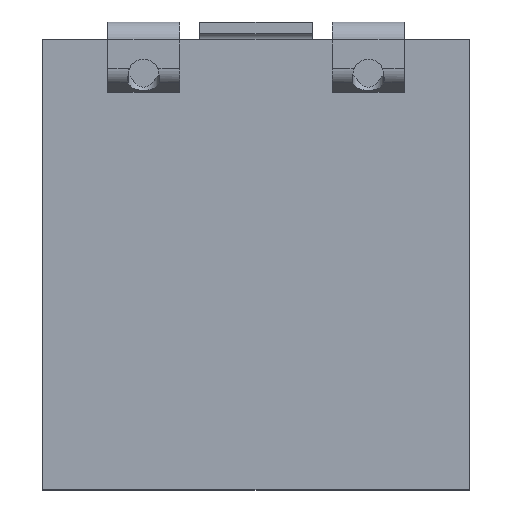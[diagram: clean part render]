
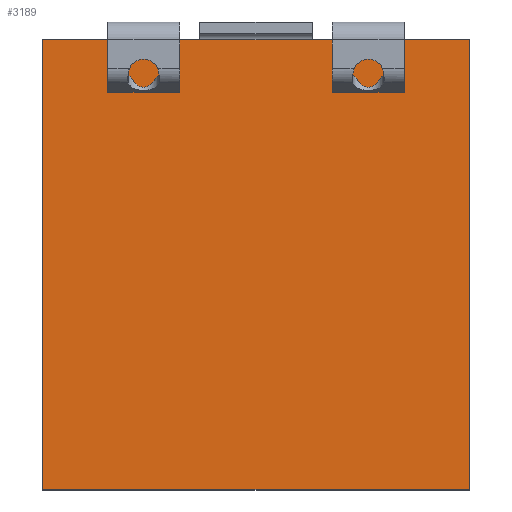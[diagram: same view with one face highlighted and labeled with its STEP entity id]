
A CAD part, top view. The second image highlights one B-rep face of the part: STEP entity #3189.
In plain terms, the highlighted planar face has unit normal (0, 0, 1).
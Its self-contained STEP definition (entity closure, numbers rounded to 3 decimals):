
#12 = ORIENTED_EDGE ( 'NONE', *, *, #909, .T. ) ;
#222 = DIRECTION ( 'NONE',  ( 1., 0., 0. ) ) ;
#228 = VECTOR ( 'NONE', #3267, 1000. ) ;
#236 = VECTOR ( 'NONE', #5042, 1000. ) ;
#420 = VECTOR ( 'NONE', #2135, 1000. ) ;
#477 = CARTESIAN_POINT ( 'NONE',  ( 2.108, 2.794, 0. ) ) ;
#522 = VERTEX_POINT ( 'NONE', #4325 ) ;
#531 = DIRECTION ( 'NONE',  ( 1., 0., 0. ) ) ;
#540 = CARTESIAN_POINT ( 'NONE',  ( 0.559, 2.206, 0. ) ) ;
#557 = VERTEX_POINT ( 'NONE', #4900 ) ;
#615 = DIRECTION ( 'NONE',  ( 1., 0., 0. ) ) ;
#633 = LINE ( 'NONE', #4074, #236 ) ;
#695 = DIRECTION ( 'NONE',  ( 0., -1., 0. ) ) ;
#769 = CARTESIAN_POINT ( 'NONE',  ( 0.907, 2.215, 0. ) ) ;
#897 = VERTEX_POINT ( 'NONE', #2357 ) ;
#909 = EDGE_CURVE ( 'NONE', #5648, #1200, #4342, .T. ) ;
#942 = VECTOR ( 'NONE', #3882, 1000. ) ;
#947 = EDGE_CURVE ( 'NONE', #1200, #1368, #3858, .T. ) ;
#957 = CARTESIAN_POINT ( 'NONE',  ( -1.709, 2.363, 0. ) ) ;
#964 = DIRECTION ( 'NONE',  ( 1., 0., 0. ) ) ;
#992 = CARTESIAN_POINT ( 'NONE',  ( -1.633, 2.215, 0. ) ) ;
#1015 = VERTEX_POINT ( 'NONE', #1530 ) ;
#1028 = VECTOR ( 'NONE', #4305, 1000. ) ;
#1192 = CARTESIAN_POINT ( 'NONE',  ( -2.718, 2.794, 0. ) ) ;
#1200 = VERTEX_POINT ( 'NONE', #6034 ) ;
#1242 = CARTESIAN_POINT ( 'NONE',  ( 1.099, 2.363, 0. ) ) ;
#1251 = ORIENTED_EDGE ( 'NONE', *, *, #2686, .T. ) ;
#1307 = CARTESIAN_POINT ( 'NONE',  ( 1.372, 2.363, 0. ) ) ;
#1315 = EDGE_CURVE ( 'NONE', #3021, #4562, #3467, .T. ) ;
#1368 = VERTEX_POINT ( 'NONE', #4588 ) ;
#1425 = CARTESIAN_POINT ( 'NONE',  ( 2.108, 0.254, 0. ) ) ;
#1440 = VECTOR ( 'NONE', #695, 1000. ) ;
#1471 = AXIS2_PLACEMENT_3D ( 'NONE', #4965, #5477, #615 ) ;
#1488 = EDGE_CURVE ( 'NONE', #3018, #897, #2616, .T. ) ;
#1495 = LINE ( 'NONE', #5776, #942 ) ;
#1517 = EDGE_CURVE ( 'NONE', #2202, #5081, #633, .T. ) ;
#1530 = CARTESIAN_POINT ( 'NONE',  ( 1.099, 2.363, 0. ) ) ;
#1569 = EDGE_CURVE ( 'NONE', #1368, #3976, #6086, .T. ) ;
#1763 = DIRECTION ( 'NONE',  ( 1., 0., 0. ) ) ;
#1938 = EDGE_CURVE ( 'NONE', #897, #4170, #4795, .T. ) ;
#1957 = EDGE_LOOP ( 'NONE', ( #2107, #12, #6028, #3955, #5454, #3575 ) ) ;
#2069 = EDGE_CURVE ( 'NONE', #522, #5460, #3679, .T. ) ;
#2107 = ORIENTED_EDGE ( 'NONE', *, *, #2338, .T. ) ;
#2135 = DIRECTION ( 'NONE',  ( 0., -1., 0. ) ) ;
#2170 = VECTOR ( 'NONE', #964, 1000. ) ;
#2202 = VERTEX_POINT ( 'NONE', #540 ) ;
#2228 = EDGE_CURVE ( 'NONE', #557, #1015, #3074, .T. ) ;
#2229 = ORIENTED_EDGE ( 'NONE', *, *, #3035, .T. ) ;
#2275 = CARTESIAN_POINT ( 'NONE',  ( 0.559, 2.363, 0. ) ) ;
#2338 = EDGE_CURVE ( 'NONE', #5460, #5648, #1495, .T. ) ;
#2357 = CARTESIAN_POINT ( 'NONE',  ( -2.718, -2.286, 0. ) ) ;
#2489 = CARTESIAN_POINT ( 'NONE',  ( 2.108, -2.286, 0. ) ) ;
#2616 = LINE ( 'NONE', #4531, #420 ) ;
#2686 = EDGE_CURVE ( 'NONE', #5081, #557, #5993, .T. ) ;
#2699 = ORIENTED_EDGE ( 'NONE', *, *, #1315, .T. ) ;
#2770 = CARTESIAN_POINT ( 'NONE',  ( -0.305, 2.363, 0. ) ) ;
#2771 = CARTESIAN_POINT ( 'NONE',  ( -1.981, 0.254, 0. ) ) ;
#2819 = ORIENTED_EDGE ( 'NONE', *, *, #1938, .T. ) ;
#2838 = DIRECTION ( 'NONE',  ( -1., 0., 0. ) ) ;
#2873 = VECTOR ( 'NONE', #4346, 1000. ) ;
#2921 = CARTESIAN_POINT ( 'NONE',  ( -0.305, 2.794, 0. ) ) ;
#2947 = CARTESIAN_POINT ( 'NONE',  ( -1.168, 2.206, 0. ) ) ;
#2961 = CARTESIAN_POINT ( 'NONE',  ( 1.372, 2.206, 0. ) ) ;
#2964 = VECTOR ( 'NONE', #1763, 1000. ) ;
#2997 = FACE_OUTER_BOUND ( 'NONE', #5144, .T. ) ;
#3018 = VERTEX_POINT ( 'NONE', #1192 ) ;
#3021 = VERTEX_POINT ( 'NONE', #1307 ) ;
#3035 = EDGE_CURVE ( 'NONE', #5455, #3018, #4212, .T. ) ;
#3074 =( BOUNDED_CURVE ( )  B_SPLINE_CURVE ( 3, ( #3619, #769, #4119, #1242 ),
 .UNSPECIFIED., .F., .T. ) 
 B_SPLINE_CURVE_WITH_KNOTS ( ( 4, 4 ),
 ( 2.289, 3.994 ),
 .UNSPECIFIED. ) 
 CURVE ( )  GEOMETRIC_REPRESENTATION_ITEM ( )  RATIONAL_B_SPLINE_CURVE ( ( 1., 0.772, 0.772, 1. ) ) 
 REPRESENTATION_ITEM ( '' )  );
#3189 = ADVANCED_FACE ( 'NONE', ( #5445, #4031, #2997 ), #5023, .T. ) ;
#3207 = VECTOR ( 'NONE', #4366, 1000. ) ;
#3217 = EDGE_CURVE ( 'NONE', #4562, #2202, #5734, .T. ) ;
#3255 = ORIENTED_EDGE ( 'NONE', *, *, #5644, .T. ) ;
#3267 = DIRECTION ( 'NONE',  ( -1., 0., 0. ) ) ;
#3467 = LINE ( 'NONE', #5033, #1440 ) ;
#3502 =( BOUNDED_CURVE ( )  B_SPLINE_CURVE ( 3, ( #957, #992, #5852, #5403 ),
 .UNSPECIFIED., .F., .T. ) 
 B_SPLINE_CURVE_WITH_KNOTS ( ( 4, 4 ),
 ( 2.289, 3.994 ),
 .UNSPECIFIED. ) 
 CURVE ( )  GEOMETRIC_REPRESENTATION_ITEM ( )  RATIONAL_B_SPLINE_CURVE ( ( 1., 0.772, 0.772, 1. ) ) 
 REPRESENTATION_ITEM ( '' )  );
#3575 = ORIENTED_EDGE ( 'NONE', *, *, #2069, .T. ) ;
#3619 = CARTESIAN_POINT ( 'NONE',  ( 0.831, 2.363, 0. ) ) ;
#3658 = ORIENTED_EDGE ( 'NONE', *, *, #1488, .T. ) ;
#3679 = LINE ( 'NONE', #2770, #2964 ) ;
#3747 = CARTESIAN_POINT ( 'NONE',  ( -0.305, 2.363, 0. ) ) ;
#3858 = LINE ( 'NONE', #2771, #1028 ) ;
#3882 = DIRECTION ( 'NONE',  ( 0., -1., 0. ) ) ;
#3883 = CARTESIAN_POINT ( 'NONE',  ( -0.305, 2.363, 0. ) ) ;
#3955 = ORIENTED_EDGE ( 'NONE', *, *, #1569, .T. ) ;
#3976 = VERTEX_POINT ( 'NONE', #6015 ) ;
#4031 = FACE_BOUND ( 'NONE', #1957, .T. ) ;
#4066 = EDGE_CURVE ( 'NONE', #4170, #5455, #6241, .T. ) ;
#4070 = VECTOR ( 'NONE', #6110, 1000. ) ;
#4074 = CARTESIAN_POINT ( 'NONE',  ( 0.559, 0.254, 0. ) ) ;
#4086 = VECTOR ( 'NONE', #2838, 1000. ) ;
#4119 = CARTESIAN_POINT ( 'NONE',  ( 1.023, 2.215, 0. ) ) ;
#4170 = VERTEX_POINT ( 'NONE', #2489 ) ;
#4185 = EDGE_CURVE ( 'NONE', #3976, #522, #3502, .T. ) ;
#4212 = LINE ( 'NONE', #2921, #2873 ) ;
#4277 = CARTESIAN_POINT ( 'NONE',  ( -0.305, -2.286, 0. ) ) ;
#4305 = DIRECTION ( 'NONE',  ( 0., 1., 0. ) ) ;
#4325 = CARTESIAN_POINT ( 'NONE',  ( -1.441, 2.363, 0. ) ) ;
#4342 = LINE ( 'NONE', #6178, #228 ) ;
#4346 = DIRECTION ( 'NONE',  ( -1., 0., 0. ) ) ;
#4366 = DIRECTION ( 'NONE',  ( 0., 1., 0. ) ) ;
#4436 = ORIENTED_EDGE ( 'NONE', *, *, #2228, .T. ) ;
#4531 = CARTESIAN_POINT ( 'NONE',  ( -2.718, 0.254, 0. ) ) ;
#4562 = VERTEX_POINT ( 'NONE', #2961 ) ;
#4588 = CARTESIAN_POINT ( 'NONE',  ( -1.981, 2.363, 0. ) ) ;
#4789 = CARTESIAN_POINT ( 'NONE',  ( -1.168, 2.363, 0. ) ) ;
#4795 = LINE ( 'NONE', #4277, #2170 ) ;
#4856 = VECTOR ( 'NONE', #531, 1000. ) ;
#4900 = CARTESIAN_POINT ( 'NONE',  ( 0.831, 2.363, 0. ) ) ;
#4965 = CARTESIAN_POINT ( 'NONE',  ( -0.305, 0.254, 0. ) ) ;
#5023 = PLANE ( 'NONE',  #1471 ) ;
#5033 = CARTESIAN_POINT ( 'NONE',  ( 1.372, 0.254, 0. ) ) ;
#5042 = DIRECTION ( 'NONE',  ( 0., 1., 0. ) ) ;
#5063 = EDGE_LOOP ( 'NONE', ( #2699, #5458, #5851, #1251, #4436, #3255 ) ) ;
#5081 = VERTEX_POINT ( 'NONE', #2275 ) ;
#5144 = EDGE_LOOP ( 'NONE', ( #6051, #2229, #3658, #2819 ) ) ;
#5403 = CARTESIAN_POINT ( 'NONE',  ( -1.441, 2.363, 0. ) ) ;
#5445 = FACE_BOUND ( 'NONE', #5063, .T. ) ;
#5454 = ORIENTED_EDGE ( 'NONE', *, *, #4185, .T. ) ;
#5455 = VERTEX_POINT ( 'NONE', #477 ) ;
#5458 = ORIENTED_EDGE ( 'NONE', *, *, #3217, .T. ) ;
#5460 = VERTEX_POINT ( 'NONE', #4789 ) ;
#5477 = DIRECTION ( 'NONE',  ( 0., 0., 1. ) ) ;
#5521 = CARTESIAN_POINT ( 'NONE',  ( -0.305, 2.363, 0. ) ) ;
#5644 = EDGE_CURVE ( 'NONE', #1015, #3021, #5718, .T. ) ;
#5648 = VERTEX_POINT ( 'NONE', #2947 ) ;
#5686 = VECTOR ( 'NONE', #222, 1000. ) ;
#5718 = LINE ( 'NONE', #3883, #4856 ) ;
#5734 = LINE ( 'NONE', #5763, #4086 ) ;
#5763 = CARTESIAN_POINT ( 'NONE',  ( -0.305, 2.206, 0. ) ) ;
#5776 = CARTESIAN_POINT ( 'NONE',  ( -1.168, 0.254, 0. ) ) ;
#5851 = ORIENTED_EDGE ( 'NONE', *, *, #1517, .T. ) ;
#5852 = CARTESIAN_POINT ( 'NONE',  ( -1.517, 2.215, 0. ) ) ;
#5993 = LINE ( 'NONE', #5521, #5686 ) ;
#6015 = CARTESIAN_POINT ( 'NONE',  ( -1.709, 2.363, 0. ) ) ;
#6028 = ORIENTED_EDGE ( 'NONE', *, *, #947, .T. ) ;
#6034 = CARTESIAN_POINT ( 'NONE',  ( -1.981, 2.206, 0. ) ) ;
#6051 = ORIENTED_EDGE ( 'NONE', *, *, #4066, .T. ) ;
#6086 = LINE ( 'NONE', #3747, #4070 ) ;
#6110 = DIRECTION ( 'NONE',  ( 1., 0., 0. ) ) ;
#6178 = CARTESIAN_POINT ( 'NONE',  ( -0.305, 2.206, 0. ) ) ;
#6241 = LINE ( 'NONE', #1425, #3207 ) ;
